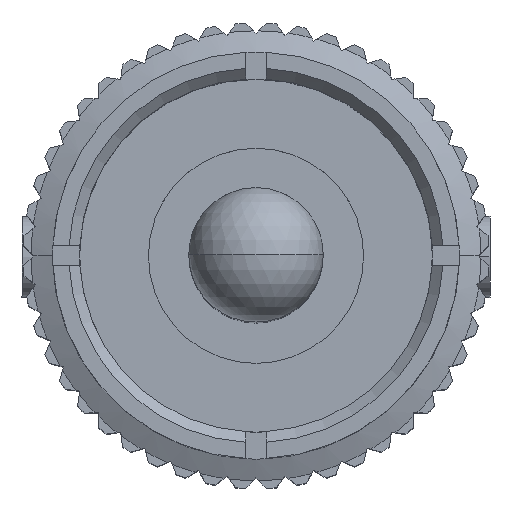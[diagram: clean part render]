
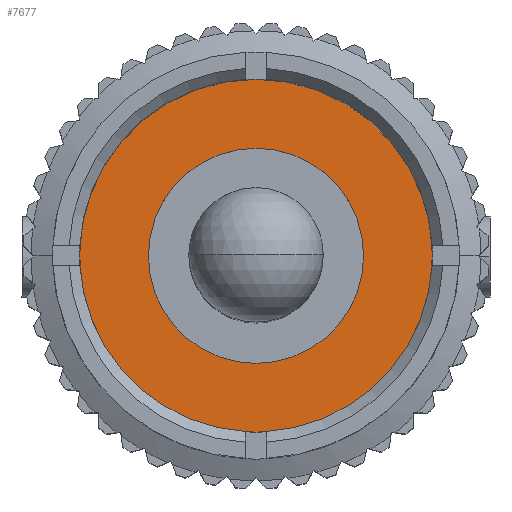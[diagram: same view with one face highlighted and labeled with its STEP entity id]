
A CAD part, top view. The second image highlights one B-rep face of the part: STEP entity #7677.
In plain terms, the highlighted planar face has unit normal (0, 0, 1).
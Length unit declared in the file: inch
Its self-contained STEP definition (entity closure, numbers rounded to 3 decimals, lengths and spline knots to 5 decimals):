
#226 = DIRECTION ( 'NONE',  ( 1., 0., 0. ) ) ;
#353 = EDGE_LOOP ( 'NONE', ( #7434, #4192 ) ) ;
#840 = CARTESIAN_POINT ( 'NONE',  ( 0.1, 0., 0.797 ) ) ;
#1245 = DIRECTION ( 'NONE',  ( 0., 0., 1. ) ) ;
#1395 = DIRECTION ( 'NONE',  ( 1., 0., 0. ) ) ;
#1746 = PLANE ( 'NONE',  #8032 ) ;
#1989 = CARTESIAN_POINT ( 'NONE',  ( 0., 0., 0.797 ) ) ;
#2097 = VERTEX_POINT ( 'NONE', #6785 ) ;
#2130 = DIRECTION ( 'NONE',  ( 1., 0., 0. ) ) ;
#2477 = FACE_BOUND ( 'NONE', #4171, .T. ) ;
#2763 = DIRECTION ( 'NONE',  ( 1., 0., 0. ) ) ;
#2890 = DIRECTION ( 'NONE',  ( 0., 0., 1. ) ) ;
#3260 = FACE_OUTER_BOUND ( 'NONE', #353, .T. ) ;
#3283 = EDGE_CURVE ( 'NONE', #4335, #8336, #7153, .T. ) ;
#3584 = CARTESIAN_POINT ( 'NONE',  ( 0., 0., 0.797 ) ) ;
#3814 = CIRCLE ( 'NONE', #6626, 0.1 ) ;
#4171 = EDGE_LOOP ( 'NONE', ( #6699, #5426 ) ) ;
#4192 = ORIENTED_EDGE ( 'NONE', *, *, #9372, .T. ) ;
#4335 = VERTEX_POINT ( 'NONE', #4864 ) ;
#4671 = AXIS2_PLACEMENT_3D ( 'NONE', #7947, #1245, #2130 ) ;
#4864 = CARTESIAN_POINT ( 'NONE',  ( -0.1, 0., 0.797 ) ) ;
#4909 = CARTESIAN_POINT ( 'NONE',  ( -0.164, 0., 0.797 ) ) ;
#5096 = AXIS2_PLACEMENT_3D ( 'NONE', #3584, #2890, #7247 ) ;
#5137 = CIRCLE ( 'NONE', #4671, 0.164 ) ;
#5426 = ORIENTED_EDGE ( 'NONE', *, *, #3283, .F. ) ;
#5445 = VERTEX_POINT ( 'NONE', #4909 ) ;
#5555 = AXIS2_PLACEMENT_3D ( 'NONE', #7259, #6631, #1395 ) ;
#5589 = DIRECTION ( 'NONE',  ( 0., 0., 1. ) ) ;
#6030 = EDGE_CURVE ( 'NONE', #2097, #5445, #5137, .T. ) ;
#6626 = AXIS2_PLACEMENT_3D ( 'NONE', #1989, #9471, #2763 ) ;
#6631 = DIRECTION ( 'NONE',  ( 0., 0., 1. ) ) ;
#6699 = ORIENTED_EDGE ( 'NONE', *, *, #7413, .F. ) ;
#6785 = CARTESIAN_POINT ( 'NONE',  ( 0.164, 0., 0.797 ) ) ;
#7153 = CIRCLE ( 'NONE', #5555, 0.1 ) ;
#7247 = DIRECTION ( 'NONE',  ( 1., 0., 0. ) ) ;
#7259 = CARTESIAN_POINT ( 'NONE',  ( 0., 0., 0.797 ) ) ;
#7413 = EDGE_CURVE ( 'NONE', #8336, #4335, #3814, .T. ) ;
#7434 = ORIENTED_EDGE ( 'NONE', *, *, #6030, .T. ) ;
#7677 = ADVANCED_FACE ( 'NONE', ( #2477, #3260 ), #1746, .T. ) ;
#7947 = CARTESIAN_POINT ( 'NONE',  ( 0., 0., 0.797 ) ) ;
#8032 = AXIS2_PLACEMENT_3D ( 'NONE', #9324, #5589, #226 ) ;
#8336 = VERTEX_POINT ( 'NONE', #840 ) ;
#9324 = CARTESIAN_POINT ( 'NONE',  ( 0., 0., 0.797 ) ) ;
#9340 = CIRCLE ( 'NONE', #5096, 0.164 ) ;
#9372 = EDGE_CURVE ( 'NONE', #5445, #2097, #9340, .T. ) ;
#9471 = DIRECTION ( 'NONE',  ( 0., 0., 1. ) ) ;
